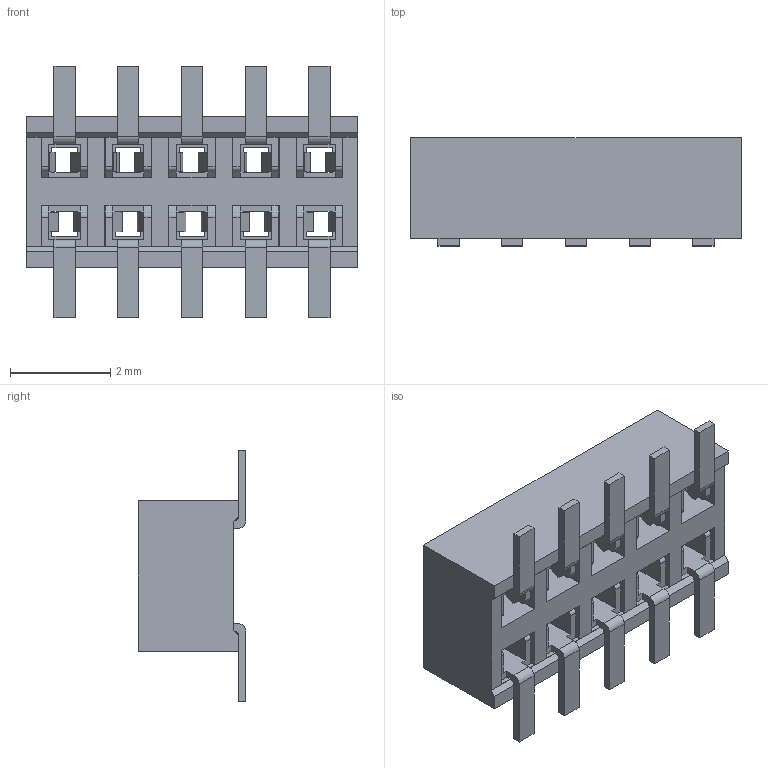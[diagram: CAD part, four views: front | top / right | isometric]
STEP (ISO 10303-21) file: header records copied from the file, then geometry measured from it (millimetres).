
FILE_DESCRIPTION(/* description */ ('STEP AP214'),/* implementation_level */ '2;1');
FILE_NAME(/* name */ 'BD050-10-A-0-0500-L-B',/* time_stamp */ '2024-01-10T10:22:37+01:00',/* author */ ('License CC BY-ND 4.0'),/* organization */ ('CADENAS'),/* preprocessor_version */ 'ST-DEVELOPER v19.3',/* originating_system */ 'PARTsolutions',/* authorisation */ ' ');
FILE_SCHEMA (('AUTOMOTIVE_DESIGN {1 0 10303 214 3 1 1}'));
Length unit declared in the file: millimetre
Products named in the file (3): BD050-10-A-0-0500-L-B; BD050-10-A-0-0500-L-B_P; BD050-10-A-0-0500-L-B_H
Assembly tree (11 placements, depth 2):
  BD050-10-A-0-0500-L-B
    BD050-10-A-0-0500-L-B_P  x10
    BD050-10-A-0-0500-L-B_H
Bounding box: 6.59 x 2.15 x 5.01 mm (x, y, z)
Volume: 28.5 mm3; surface area: 209.9 mm2
Topology: 11 solids, 11 shells, 625 faces, 1744 edges, 1146 vertices
Faces by surface type: plane 485, cylinder 140
Entity records: 5936 total; most frequent: CARTESIAN_POINT 1031, ORIENTED_EDGE 1004, DIRECTION 940, EDGE_CURVE 502, LINE 470, VECTOR 470, VERTEX_POINT 318, AXIS2_PLACEMENT_3D 235
